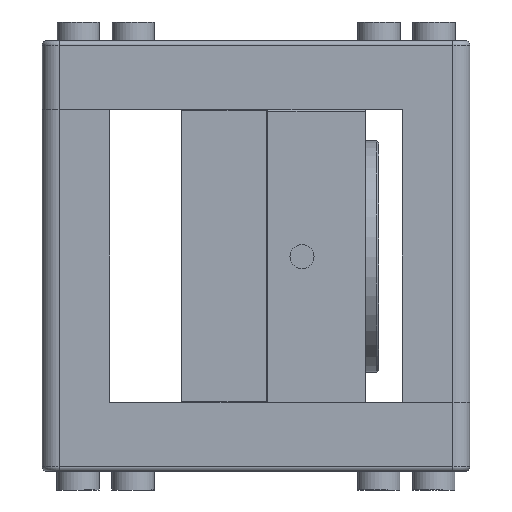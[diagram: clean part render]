
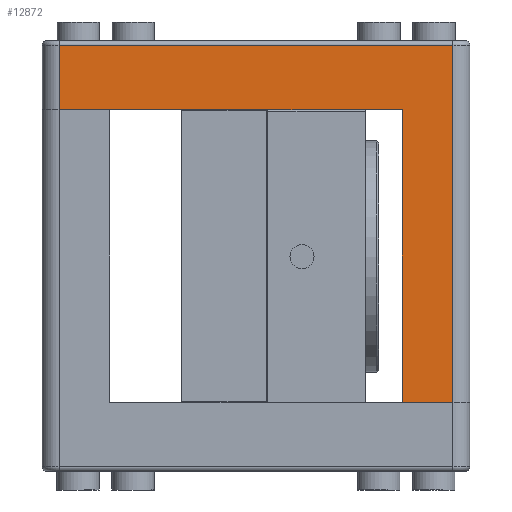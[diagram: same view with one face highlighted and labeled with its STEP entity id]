
A CAD part, front view. The second image highlights one B-rep face of the part: STEP entity #12872.
In plain terms, the highlighted face is planar.
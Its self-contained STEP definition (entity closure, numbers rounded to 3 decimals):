
#1784=FACE_OUTER_BOUND('',#2558,.T.);
#2558=EDGE_LOOP('',(#9180,#9181,#9182,#9183,#9184,#9185));
#3445=LINE('',#18473,#4622);
#3447=LINE('',#18482,#4624);
#3449=LINE('',#18488,#4626);
#3456=LINE('',#18507,#4633);
#3457=LINE('',#18509,#4634);
#3458=LINE('',#18510,#4635);
#4622=VECTOR('',#15314,10.);
#4624=VECTOR('',#15326,10.);
#4626=VECTOR('',#15332,10.);
#4633=VECTOR('',#15353,10.);
#4634=VECTOR('',#15354,10.);
#4635=VECTOR('',#15355,10.);
#5820=VERTEX_POINT('',#18464);
#5822=VERTEX_POINT('',#18471);
#5823=VERTEX_POINT('',#18476);
#5825=VERTEX_POINT('',#18484);
#5831=VERTEX_POINT('',#18506);
#5832=VERTEX_POINT('',#18508);
#7103=EDGE_CURVE('',#5822,#5820,#3445,.T.);
#7108=EDGE_CURVE('',#5820,#5823,#3447,.T.);
#7111=EDGE_CURVE('',#5823,#5825,#3449,.T.);
#7120=EDGE_CURVE('',#5831,#5822,#3456,.T.);
#7121=EDGE_CURVE('',#5831,#5832,#3457,.T.);
#7122=EDGE_CURVE('',#5825,#5832,#3458,.T.);
#9180=ORIENTED_EDGE('',*,*,#7111,.F.);
#9181=ORIENTED_EDGE('',*,*,#7108,.F.);
#9182=ORIENTED_EDGE('',*,*,#7103,.F.);
#9183=ORIENTED_EDGE('',*,*,#7120,.F.);
#9184=ORIENTED_EDGE('',*,*,#7121,.T.);
#9185=ORIENTED_EDGE('',*,*,#7122,.F.);
#12404=PLANE('',#13919);
#12872=ADVANCED_FACE('',(#1784),#12404,.T.);
#13919=AXIS2_PLACEMENT_3D('',#18505,#15351,#15352);
#15314=DIRECTION('',(0.,0.,-1.));
#15326=DIRECTION('',(0.,-1.,0.));
#15332=DIRECTION('',(0.,0.,1.));
#15351=DIRECTION('center_axis',(1.,0.,0.));
#15352=DIRECTION('ref_axis',(0.,1.,0.));
#15353=DIRECTION('',(0.,1.,0.));
#15354=DIRECTION('',(0.,0.,1.));
#15355=DIRECTION('',(0.,1.,0.));
#18464=CARTESIAN_POINT('',(24.9,22.9,0.5));
#18471=CARTESIAN_POINT('',(24.9,22.9,8.));
#18473=CARTESIAN_POINT('',(24.9,22.9,0.));
#18476=CARTESIAN_POINT('',(24.9,-22.9,0.5));
#18482=CARTESIAN_POINT('',(24.9,-12.45,0.5));
#18484=CARTESIAN_POINT('',(24.9,-22.9,42.1));
#18488=CARTESIAN_POINT('',(24.9,-22.9,0.));
#18505=CARTESIAN_POINT('Origin',(24.9,-24.9,0.));
#18506=CARTESIAN_POINT('',(24.9,-17.02,8.));
#18507=CARTESIAN_POINT('',(24.9,24.9,8.));
#18508=CARTESIAN_POINT('',(24.9,-17.02,42.1));
#18509=CARTESIAN_POINT('',(24.9,-17.02,8.));
#18510=CARTESIAN_POINT('',(24.9,-24.9,42.1));
